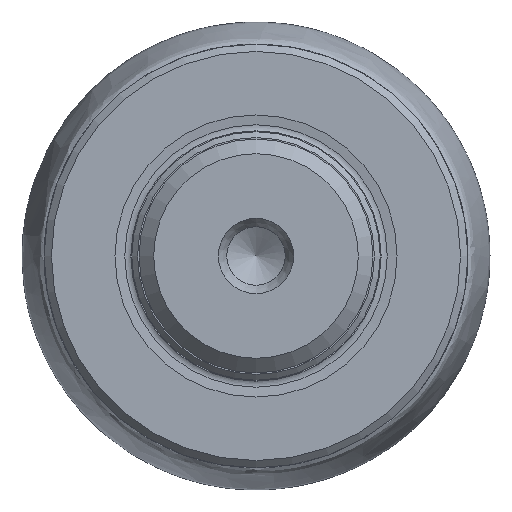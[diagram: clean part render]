
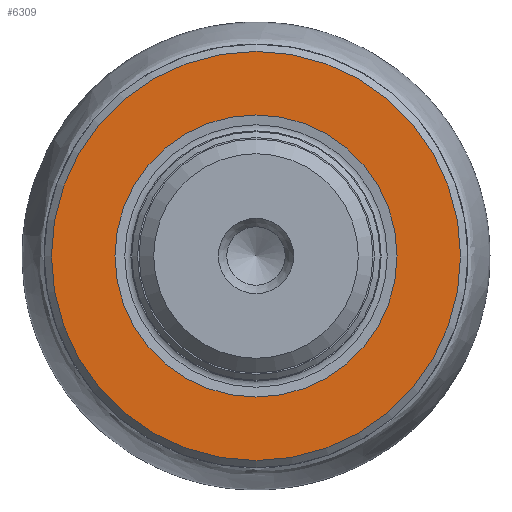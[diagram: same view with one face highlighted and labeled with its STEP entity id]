
A CAD part, left-side view. The second image highlights one B-rep face of the part: STEP entity #6309.
In plain terms, the highlighted planar face has unit normal (-1, 0, 0).
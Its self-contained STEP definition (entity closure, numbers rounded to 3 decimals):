
#219 = CARTESIAN_POINT ( 'NONE',  ( -41.05, 0., 0. ) ) ;
#391 = EDGE_CURVE ( 'NONE', #2652, #2652, #3680, .T. ) ;
#551 = FACE_OUTER_BOUND ( 'NONE', #5046, .T. ) ;
#648 = CARTESIAN_POINT ( 'NONE',  ( -41.05, 14., 0. ) ) ;
#667 = PLANE ( 'NONE',  #779 ) ;
#779 = AXIS2_PLACEMENT_3D ( 'NONE', #648, #1184, #4747 ) ;
#1184 = DIRECTION ( 'NONE',  ( -1., 0., 0. ) ) ;
#2461 = CARTESIAN_POINT ( 'NONE',  ( -41.05, 14., 0. ) ) ;
#2488 = ORIENTED_EDGE ( 'NONE', *, *, #6217, .F. ) ;
#2652 = VERTEX_POINT ( 'NONE', #4960 ) ;
#2663 = DIRECTION ( 'NONE',  ( 1., 0., 0. ) ) ;
#3057 = VERTEX_POINT ( 'NONE', #2461 ) ;
#3264 = FACE_BOUND ( 'NONE', #3900, .T. ) ;
#3680 = CIRCLE ( 'NONE', #3686, 9.65 ) ;
#3686 = AXIS2_PLACEMENT_3D ( 'NONE', #219, #3775, #4285 ) ;
#3775 = DIRECTION ( 'NONE',  ( 1., 0., 0. ) ) ;
#3900 = EDGE_LOOP ( 'NONE', ( #4283 ) ) ;
#4283 = ORIENTED_EDGE ( 'NONE', *, *, #391, .T. ) ;
#4285 = DIRECTION ( 'NONE',  ( 0., 1., 0. ) ) ;
#4747 = DIRECTION ( 'NONE',  ( 0., -1., 0. ) ) ;
#4960 = CARTESIAN_POINT ( 'NONE',  ( -41.05, 9.65, 0. ) ) ;
#5046 = EDGE_LOOP ( 'NONE', ( #2488 ) ) ;
#5608 = AXIS2_PLACEMENT_3D ( 'NONE', #5715, #2663, #6221 ) ;
#5715 = CARTESIAN_POINT ( 'NONE',  ( -41.05, 0., 0. ) ) ;
#6130 = CIRCLE ( 'NONE', #5608, 14. ) ;
#6217 = EDGE_CURVE ( 'NONE', #3057, #3057, #6130, .T. ) ;
#6221 = DIRECTION ( 'NONE',  ( 0., 1., 0. ) ) ;
#6309 = ADVANCED_FACE ( 'NONE', ( #3264, #551 ), #667, .T. ) ;
